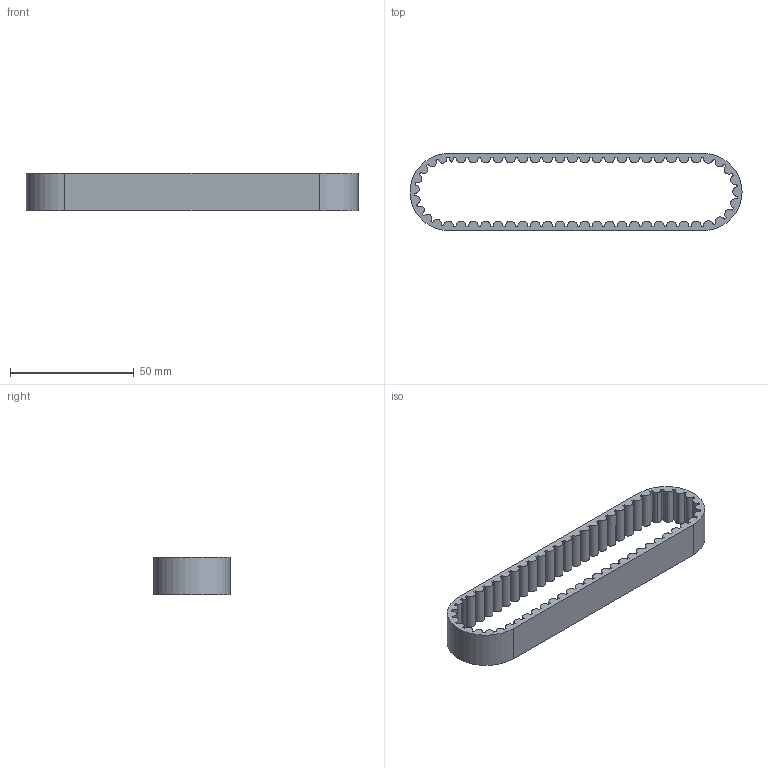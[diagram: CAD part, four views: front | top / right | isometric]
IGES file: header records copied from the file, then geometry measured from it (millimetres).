
Global section: file name: 904504.stp.ipt; native system: Autodesk Inventor 2014; preprocessor: unknown; author: zeman; date: 20151016.102149; units: millimetre
Bounding box: 134 x 31.1 x 15 mm (x, y, z)
Volume: 13208.8 mm3; surface area: 12687 mm2
Topology: 1 solids, 1 shells, 142 faces, 420 edges, 280 vertices
Faces by surface type: cylinder 78, plane 46, revolution 18
